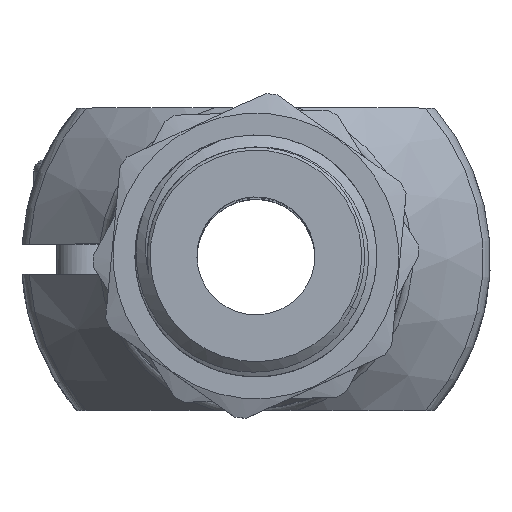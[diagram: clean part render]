
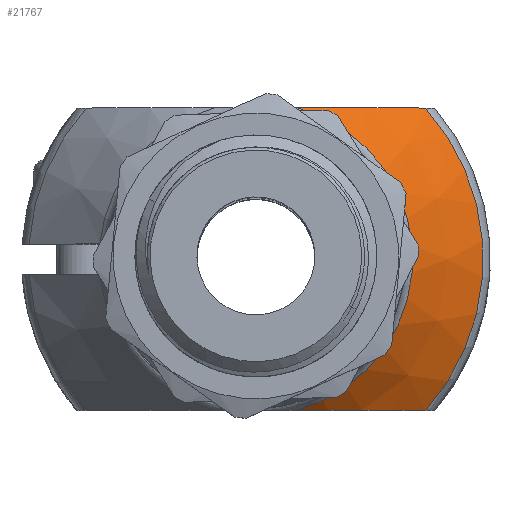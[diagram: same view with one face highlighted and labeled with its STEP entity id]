
A CAD part, top view. The second image highlights one B-rep face of the part: STEP entity #21767.
In plain terms, the highlighted conical face has half-angle 40 degrees and reference radius 12.7 mm.
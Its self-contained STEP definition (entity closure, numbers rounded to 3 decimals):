
#6416=CARTESIAN_POINT('',(0.,18.5,47.702));
#6417=DIRECTION('',(0.,0.,1.));
#6418=DIRECTION('',(0.264,-0.965,0.));
#6419=AXIS2_PLACEMENT_3D('',#6416,#6417,#6418);
#6429=CARTESIAN_POINT('',(2.737,8.5,47.702));
#7281=CARTESIAN_POINT('',(2.737,8.5,47.702));
#7282=CARTESIAN_POINT('',(3.208,8.5,47.554));
#7283=CARTESIAN_POINT('',(4.192,8.5,47.173));
#7284=CARTESIAN_POINT('',(5.8,8.5,46.316));
#7285=CARTESIAN_POINT('',(7.513,8.5,45.182));
#7286=CARTESIAN_POINT('',(9.309,8.5,43.802));
#7287=CARTESIAN_POINT('',(10.573,8.5,42.721));
#7288=CARTESIAN_POINT('',(11.223,8.5,42.143));
#7293=CARTESIAN_POINT('',(11.223,28.5,42.143));
#7294=CARTESIAN_POINT('',(10.573,28.5,42.721));
#7295=CARTESIAN_POINT('',(9.309,28.5,43.802));
#7296=CARTESIAN_POINT('',(7.514,28.5,45.182));
#7297=CARTESIAN_POINT('',(5.801,28.5,46.316));
#7298=CARTESIAN_POINT('',(4.192,28.5,47.172));
#7299=CARTESIAN_POINT('',(3.208,28.5,47.554));
#7300=CARTESIAN_POINT('',(2.737,28.5,47.702));
#15090=CARTESIAN_POINT('',(0.,18.5,42.143));
#15091=DIRECTION('',(0.,0.,-1.));
#15092=DIRECTION('',(0.747,0.665,0.));
#15093=AXIS2_PLACEMENT_3D('',#15090,#15091,#15092);
#15103=CARTESIAN_POINT('',(11.223,28.5,42.143));
#15323=VERTEX_POINT('',#15103);
#15340=CARTESIAN_POINT('',(11.223,8.5,42.143));
#15341=VERTEX_POINT('',#15340);
#15371=VERTEX_POINT('',#6429);
#15464=VERTEX_POINT('',#7300);
#21754=CARTESIAN_POINT('',(0.,18.5,44.922));
#21755=DIRECTION('',(0.,0.,-1.));
#21756=DIRECTION('',(0.,-1.,0.));
#21757=AXIS2_PLACEMENT_3D('',#21754,#21755,#21756);
#21758=CONICAL_SURFACE('',#21757,12.7,40.);
#21759=ORIENTED_EDGE('',*,*,#21706,.F.);
#21760=ORIENTED_EDGE('',*,*,#20657,.T.);
#21762=ORIENTED_EDGE('',*,*,#21761,.F.);
#21764=ORIENTED_EDGE('',*,*,#21763,.T.);
#21765=EDGE_LOOP('',(#21759,#21760,#21762,#21764));
#21766=FACE_OUTER_BOUND('',#21765,.F.);
#21767=ADVANCED_FACE('',(#21766),#21758,.T.);
#6420=CIRCLE('',#6419,10.368);
#7289=B_SPLINE_CURVE_WITH_KNOTS('',3,(#7281,#7282,#7283,#7284,#7285,#7286,#7287,
#7288),.UNSPECIFIED.,.F.,.F.,(4,1,1,1,1,4),(0.,0.2,0.4,0.6,0.8,1.),
.UNSPECIFIED.);
#7301=B_SPLINE_CURVE_WITH_KNOTS('',3,(#7293,#7294,#7295,#7296,#7297,#7298,#7299,
#7300),.UNSPECIFIED.,.F.,.F.,(4,1,1,1,1,4),(0.,0.2,0.4,0.6,0.8,1.),
.UNSPECIFIED.);
#15094=CIRCLE('',#15093,15.032);
#20657=EDGE_CURVE('',#15371,#15464,#6420,.T.);
#21706=EDGE_CURVE('',#15371,#15341,#7289,.T.);
#21761=EDGE_CURVE('',#15323,#15464,#7301,.T.);
#21763=EDGE_CURVE('',#15323,#15341,#15094,.T.);
